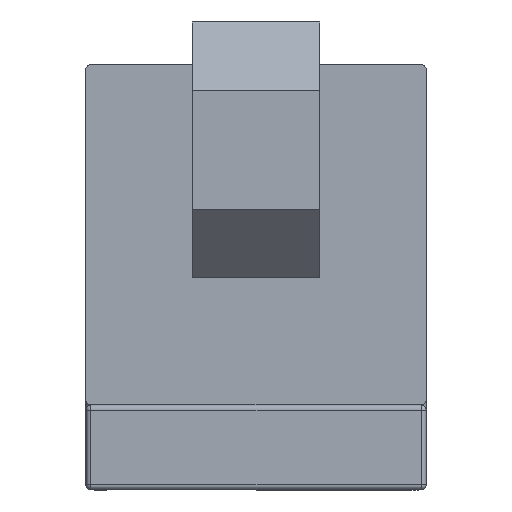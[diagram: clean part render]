
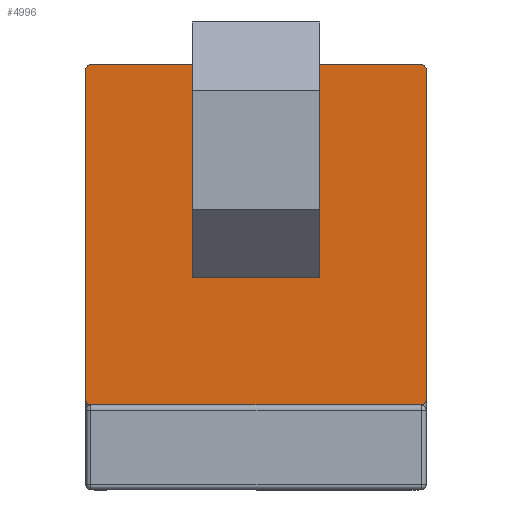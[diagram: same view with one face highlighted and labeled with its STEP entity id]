
A CAD part, front view. The second image highlights one B-rep face of the part: STEP entity #4996.
In plain terms, the highlighted planar face has unit normal (0, -1, 0).
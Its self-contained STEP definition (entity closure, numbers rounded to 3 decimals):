
#121 = VECTOR ( 'NONE', #6893, 1000. ) ;
#130 = VERTEX_POINT ( 'NONE', #3198 ) ;
#133 = ORIENTED_EDGE ( 'NONE', *, *, #4735, .F. ) ;
#317 = EDGE_CURVE ( 'NONE', #590, #2548, #2209, .T. ) ;
#329 = CARTESIAN_POINT ( 'NONE',  ( -3.5, 0., 1.05 ) ) ;
#347 = DIRECTION ( 'NONE',  ( 1., 0., 0. ) ) ;
#414 = VECTOR ( 'NONE', #5134, 1000. ) ;
#447 = VERTEX_POINT ( 'NONE', #4729 ) ;
#473 = VECTOR ( 'NONE', #6566, 1000. ) ;
#511 = FACE_OUTER_BOUND ( 'NONE', #6069, .T. ) ;
#590 = VERTEX_POINT ( 'NONE', #5809 ) ;
#610 = LINE ( 'NONE', #6951, #414 ) ;
#626 = VERTEX_POINT ( 'NONE', #5249 ) ;
#730 = EDGE_LOOP ( 'NONE', ( #885, #3633, #2655, #6517, #2630, #5906 ) ) ;
#733 = DIRECTION ( 'NONE',  ( 0., 0., 1. ) ) ;
#820 = VERTEX_POINT ( 'NONE', #3000 ) ;
#885 = ORIENTED_EDGE ( 'NONE', *, *, #6736, .F. ) ;
#916 = CARTESIAN_POINT ( 'NONE',  ( -3.5, 0., 5. ) ) ;
#926 = DIRECTION ( 'NONE',  ( 0., 0., -1. ) ) ;
#934 = EDGE_CURVE ( 'NONE', #447, #5342, #3403, .T. ) ;
#950 = AXIS2_PLACEMENT_3D ( 'NONE', #3062, #7311, #3661 ) ;
#1121 = ORIENTED_EDGE ( 'NONE', *, *, #7899, .T. ) ;
#1158 = VERTEX_POINT ( 'NONE', #7725 ) ;
#1204 = CARTESIAN_POINT ( 'NONE',  ( -9.7, 0., -9.7 ) ) ;
#1289 = AXIS2_PLACEMENT_3D ( 'NONE', #1640, #5909, #2270 ) ;
#1313 = AXIS2_PLACEMENT_3D ( 'NONE', #1204, #5471, #1827 ) ;
#1364 = LINE ( 'NONE', #3989, #2817 ) ;
#1457 = CIRCLE ( 'NONE', #1977, 0.3 ) ;
#1640 = CARTESIAN_POINT ( 'NONE',  ( 0.45, 0., 5. ) ) ;
#1747 = PLANE ( 'NONE',  #7197 ) ;
#1827 = DIRECTION ( 'NONE',  ( 0., 0., 1. ) ) ;
#1929 = ORIENTED_EDGE ( 'NONE', *, *, #317, .T. ) ;
#1977 = AXIS2_PLACEMENT_3D ( 'NONE', #6006, #2371, #6620 ) ;
#1984 = EDGE_CURVE ( 'NONE', #6600, #130, #5857, .T. ) ;
#2015 = CARTESIAN_POINT ( 'NONE',  ( -10., 0., -10. ) ) ;
#2016 = ORIENTED_EDGE ( 'NONE', *, *, #3509, .T. ) ;
#2031 = CIRCLE ( 'NONE', #1289, 3.95 ) ;
#2059 = CARTESIAN_POINT ( 'NONE',  ( 9.7, 0., -10. ) ) ;
#2161 = DIRECTION ( 'NONE',  ( 1., 0., 0. ) ) ;
#2209 = LINE ( 'NONE', #5212, #5440 ) ;
#2270 = DIRECTION ( 'NONE',  ( 0., 0., 1. ) ) ;
#2307 = EDGE_CURVE ( 'NONE', #1158, #820, #3378, .T. ) ;
#2332 = EDGE_CURVE ( 'NONE', #820, #447, #5848, .T. ) ;
#2371 = DIRECTION ( 'NONE',  ( 0., -1., 0. ) ) ;
#2383 = DIRECTION ( 'NONE',  ( 0., 1., 0. ) ) ;
#2461 = CARTESIAN_POINT ( 'NONE',  ( -10., 0., -9.7 ) ) ;
#2548 = VERTEX_POINT ( 'NONE', #2461 ) ;
#2630 = ORIENTED_EDGE ( 'NONE', *, *, #2332, .F. ) ;
#2655 = ORIENTED_EDGE ( 'NONE', *, *, #3304, .F. ) ;
#2747 = EDGE_CURVE ( 'NONE', #7671, #6799, #3584, .T. ) ;
#2770 = DIRECTION ( 'NONE',  ( -1., 0., 0. ) ) ;
#2776 = CARTESIAN_POINT ( 'NONE',  ( 0.45, 0., 8.95 ) ) ;
#2817 = VECTOR ( 'NONE', #2770, 1000. ) ;
#3000 = CARTESIAN_POINT ( 'NONE',  ( -0.45, 0., 1.05 ) ) ;
#3062 = CARTESIAN_POINT ( 'NONE',  ( 9.7, 0., 9.7 ) ) ;
#3066 = ORIENTED_EDGE ( 'NONE', *, *, #3323, .F. ) ;
#3198 = CARTESIAN_POINT ( 'NONE',  ( 9.7, 0., 10. ) ) ;
#3200 = CARTESIAN_POINT ( 'NONE',  ( 3.5, 0., 5. ) ) ;
#3293 = DIRECTION ( 'NONE',  ( 0., -1., 0. ) ) ;
#3304 = EDGE_CURVE ( 'NONE', #5342, #7502, #1364, .T. ) ;
#3323 = EDGE_CURVE ( 'NONE', #5398, #130, #6042, .T. ) ;
#3374 = FACE_BOUND ( 'NONE', #730, .T. ) ;
#3378 = LINE ( 'NONE', #329, #3574 ) ;
#3403 = LINE ( 'NONE', #3200, #7883 ) ;
#3438 = CARTESIAN_POINT ( 'NONE',  ( -0.45, 0., 5. ) ) ;
#3453 = ORIENTED_EDGE ( 'NONE', *, *, #2747, .T. ) ;
#3509 = EDGE_CURVE ( 'NONE', #5398, #590, #1457, .T. ) ;
#3574 = VECTOR ( 'NONE', #2161, 1000. ) ;
#3584 = LINE ( 'NONE', #2015, #121 ) ;
#3633 = ORIENTED_EDGE ( 'NONE', *, *, #5638, .F. ) ;
#3661 = DIRECTION ( 'NONE',  ( 0., 0., 1. ) ) ;
#3683 = AXIS2_PLACEMENT_3D ( 'NONE', #3438, #7702, #4048 ) ;
#3742 = ORIENTED_EDGE ( 'NONE', *, *, #5076, .T. ) ;
#3989 = CARTESIAN_POINT ( 'NONE',  ( 0.45, 0., 8.95 ) ) ;
#4048 = DIRECTION ( 'NONE',  ( 0., 0., 1. ) ) ;
#4229 = VECTOR ( 'NONE', #347, 1000. ) ;
#4565 = CARTESIAN_POINT ( 'NONE',  ( 10., 0., 9.7 ) ) ;
#4729 = CARTESIAN_POINT ( 'NONE',  ( 3.5, 0., 5. ) ) ;
#4735 = EDGE_CURVE ( 'NONE', #6600, #626, #610, .T. ) ;
#4996 = ADVANCED_FACE ( 'NONE', ( #511, #3374 ), #1747, .F. ) ;
#5076 = EDGE_CURVE ( 'NONE', #2548, #7671, #7665, .T. ) ;
#5134 = DIRECTION ( 'NONE',  ( 0., 0., -1. ) ) ;
#5211 = ORIENTED_EDGE ( 'NONE', *, *, #1984, .T. ) ;
#5212 = CARTESIAN_POINT ( 'NONE',  ( -10., 0., 10. ) ) ;
#5249 = CARTESIAN_POINT ( 'NONE',  ( 10., 0., -9.7 ) ) ;
#5342 = VERTEX_POINT ( 'NONE', #6347 ) ;
#5345 = LINE ( 'NONE', #5945, #473 ) ;
#5398 = VERTEX_POINT ( 'NONE', #5787 ) ;
#5440 = VECTOR ( 'NONE', #926, 1000. ) ;
#5471 = DIRECTION ( 'NONE',  ( 0., -1., 0. ) ) ;
#5638 = EDGE_CURVE ( 'NONE', #7502, #6601, #2031, .T. ) ;
#5787 = CARTESIAN_POINT ( 'NONE',  ( -9.7, 0., 10. ) ) ;
#5809 = CARTESIAN_POINT ( 'NONE',  ( -10., 0., 9.7 ) ) ;
#5838 = CARTESIAN_POINT ( 'NONE',  ( -10., 0., 10. ) ) ;
#5848 = CIRCLE ( 'NONE', #3683, 3.95 ) ;
#5857 = CIRCLE ( 'NONE', #950, 0.3 ) ;
#5906 = ORIENTED_EDGE ( 'NONE', *, *, #2307, .F. ) ;
#5909 = DIRECTION ( 'NONE',  ( 0., -1., 0. ) ) ;
#5945 = CARTESIAN_POINT ( 'NONE',  ( -3.5, 0., 1.05 ) ) ;
#5990 = CARTESIAN_POINT ( 'NONE',  ( -10., 0., 10. ) ) ;
#6006 = CARTESIAN_POINT ( 'NONE',  ( -9.7, 0., 9.7 ) ) ;
#6016 = CARTESIAN_POINT ( 'NONE',  ( -9.7, 0., -10. ) ) ;
#6042 = LINE ( 'NONE', #5838, #4229 ) ;
#6069 = EDGE_LOOP ( 'NONE', ( #3066, #2016, #1929, #3742, #3453, #1121, #133, #5211 ) ) ;
#6347 = CARTESIAN_POINT ( 'NONE',  ( 3.5, 0., 8.95 ) ) ;
#6517 = ORIENTED_EDGE ( 'NONE', *, *, #934, .F. ) ;
#6566 = DIRECTION ( 'NONE',  ( 0., 0., -1. ) ) ;
#6600 = VERTEX_POINT ( 'NONE', #4565 ) ;
#6601 = VERTEX_POINT ( 'NONE', #916 ) ;
#6620 = DIRECTION ( 'NONE',  ( 0., 0., 1. ) ) ;
#6634 = DIRECTION ( 'NONE',  ( 0., 0., 1. ) ) ;
#6736 = EDGE_CURVE ( 'NONE', #6601, #1158, #5345, .T. ) ;
#6799 = VERTEX_POINT ( 'NONE', #2059 ) ;
#6877 = AXIS2_PLACEMENT_3D ( 'NONE', #6940, #3293, #7554 ) ;
#6893 = DIRECTION ( 'NONE',  ( 1., 0., 0. ) ) ;
#6940 = CARTESIAN_POINT ( 'NONE',  ( 9.7, 0., -9.7 ) ) ;
#6951 = CARTESIAN_POINT ( 'NONE',  ( 10., 0., 10. ) ) ;
#7197 = AXIS2_PLACEMENT_3D ( 'NONE', #5990, #2383, #6634 ) ;
#7232 = CIRCLE ( 'NONE', #6877, 0.3 ) ;
#7311 = DIRECTION ( 'NONE',  ( 0., -1., 0. ) ) ;
#7502 = VERTEX_POINT ( 'NONE', #2776 ) ;
#7554 = DIRECTION ( 'NONE',  ( 0., 0., 1. ) ) ;
#7665 = CIRCLE ( 'NONE', #1313, 0.3 ) ;
#7671 = VERTEX_POINT ( 'NONE', #6016 ) ;
#7702 = DIRECTION ( 'NONE',  ( 0., -1., 0. ) ) ;
#7725 = CARTESIAN_POINT ( 'NONE',  ( -3.5, 0., 1.05 ) ) ;
#7883 = VECTOR ( 'NONE', #733, 1000. ) ;
#7899 = EDGE_CURVE ( 'NONE', #6799, #626, #7232, .T. ) ;
